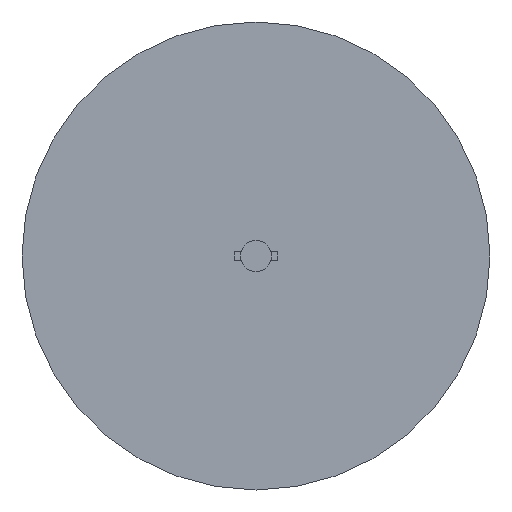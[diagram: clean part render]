
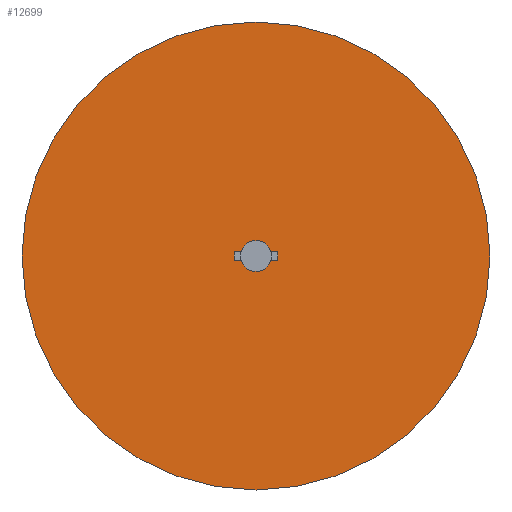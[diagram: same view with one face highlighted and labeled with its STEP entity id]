
A CAD part, front view. The second image highlights one B-rep face of the part: STEP entity #12699.
In plain terms, the highlighted planar face has unit normal (0, -1, 0).
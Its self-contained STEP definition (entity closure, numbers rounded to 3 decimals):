
#184 = EDGE_CURVE ( 'NONE', #2112, #22467, #22117, .T. ) ;
#637 = CIRCLE ( 'NONE', #18299, 28. ) ;
#1041 = CARTESIAN_POINT ( 'NONE',  ( 0.001, 147.42, -28. ) ) ;
#1376 = PLANE ( 'NONE',  #24003 ) ;
#2112 = VERTEX_POINT ( 'NONE', #1041 ) ;
#2448 = DIRECTION ( 'NONE',  ( 0., 0., 1. ) ) ;
#2505 = VERTEX_POINT ( 'NONE', #23828 ) ;
#2740 = DIRECTION ( 'NONE',  ( 0., 1., 0. ) ) ;
#3435 = CARTESIAN_POINT ( 'NONE',  ( 0.001, 147.42, 0. ) ) ;
#5662 = DIRECTION ( 'NONE',  ( 0., -1., 0. ) ) ;
#5680 = EDGE_CURVE ( 'NONE', #9721, #2505, #12418, .T. ) ;
#5958 = CARTESIAN_POINT ( 'NONE',  ( 0.001, 147.42, 28. ) ) ;
#7333 = CARTESIAN_POINT ( 'NONE',  ( 0.001, 147.42, -1.855 ) ) ;
#7747 = CARTESIAN_POINT ( 'NONE',  ( 0.001, 147.42, 0. ) ) ;
#8143 = ORIENTED_EDGE ( 'NONE', *, *, #5680, .F. ) ;
#9721 = VERTEX_POINT ( 'NONE', #7333 ) ;
#11188 = DIRECTION ( 'NONE',  ( 0., 0., 1. ) ) ;
#11902 = FACE_BOUND ( 'NONE', #12559, .T. ) ;
#12418 = CIRCLE ( 'NONE', #22114, 1.855 ) ;
#12465 = EDGE_LOOP ( 'NONE', ( #13997, #25282 ) ) ;
#12559 = EDGE_LOOP ( 'NONE', ( #17831, #8143 ) ) ;
#12699 = ADVANCED_FACE ( 'NONE', ( #11902, #20295 ), #1376, .F. ) ;
#13019 = EDGE_CURVE ( 'NONE', #22467, #2112, #637, .T. ) ;
#13316 = AXIS2_PLACEMENT_3D ( 'NONE', #22411, #24606, #24343 ) ;
#13495 = CARTESIAN_POINT ( 'NONE',  ( 0.001, 147.42, 0. ) ) ;
#13633 = DIRECTION ( 'NONE',  ( 0., -1., 0. ) ) ;
#13946 = AXIS2_PLACEMENT_3D ( 'NONE', #3435, #5662, #18092 ) ;
#13997 = ORIENTED_EDGE ( 'NONE', *, *, #184, .F. ) ;
#16841 = DIRECTION ( 'NONE',  ( 0., 0., 1. ) ) ;
#17831 = ORIENTED_EDGE ( 'NONE', *, *, #20386, .F. ) ;
#18092 = DIRECTION ( 'NONE',  ( 0., 0., 1. ) ) ;
#18299 = AXIS2_PLACEMENT_3D ( 'NONE', #26835, #2740, #11188 ) ;
#20295 = FACE_OUTER_BOUND ( 'NONE', #12465, .T. ) ;
#20386 = EDGE_CURVE ( 'NONE', #2505, #9721, #25835, .T. ) ;
#22114 = AXIS2_PLACEMENT_3D ( 'NONE', #13495, #13633, #2448 ) ;
#22117 = CIRCLE ( 'NONE', #13316, 28. ) ;
#22411 = CARTESIAN_POINT ( 'NONE',  ( 0.001, 147.42, 0. ) ) ;
#22467 = VERTEX_POINT ( 'NONE', #5958 ) ;
#23828 = CARTESIAN_POINT ( 'NONE',  ( 0.001, 147.42, 1.855 ) ) ;
#24003 = AXIS2_PLACEMENT_3D ( 'NONE', #7747, #25664, #16841 ) ;
#24343 = DIRECTION ( 'NONE',  ( 0., 0., 1. ) ) ;
#24606 = DIRECTION ( 'NONE',  ( 0., 1., 0. ) ) ;
#25282 = ORIENTED_EDGE ( 'NONE', *, *, #13019, .F. ) ;
#25664 = DIRECTION ( 'NONE',  ( 0., 1., 0. ) ) ;
#25835 = CIRCLE ( 'NONE', #13946, 1.855 ) ;
#26835 = CARTESIAN_POINT ( 'NONE',  ( 0.001, 147.42, 0. ) ) ;
